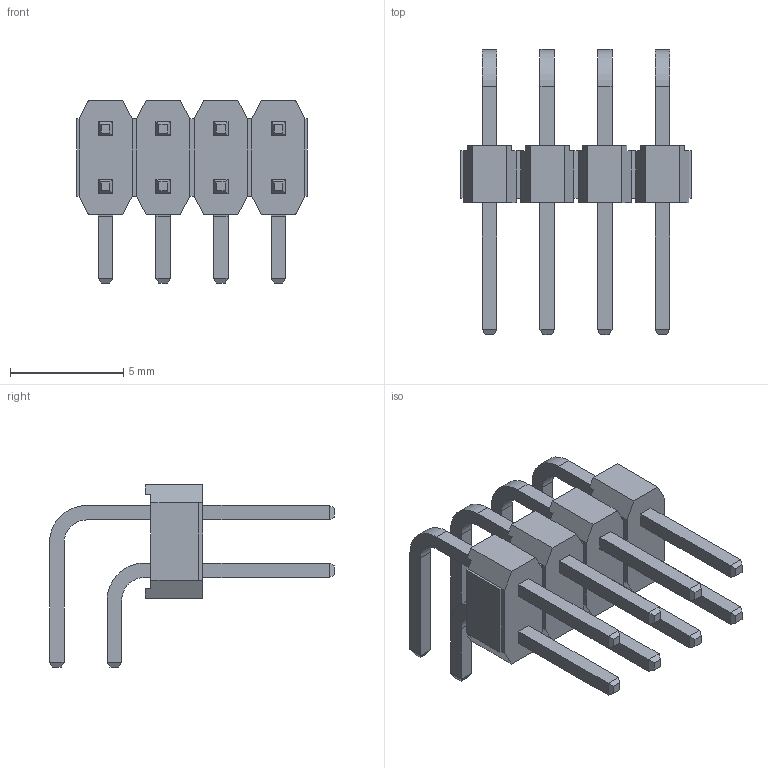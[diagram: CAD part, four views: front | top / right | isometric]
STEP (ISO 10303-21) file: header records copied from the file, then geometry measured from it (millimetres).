
FILE_DESCRIPTION(('STEP AP242'),'1');
FILE_NAME('m20-9740442.stp','2024-10-07T15:10:06',('TraceParts'),('TraceParts S.A.'),'Spatial InterOp 3D',' ',' ');
FILE_SCHEMA(('AP242_MANAGED_MODEL_BASED_3D_ENGINEERING_MIM_LF {1 0 10303 442 1 1 4}'));
Length unit declared in the file: millimetre
Products named in the file (1): m20-9740442_1
Bounding box: 10.16 x 12.56 x 8.04 mm (x, y, z)
Volume: 152.2 mm3; surface area: 554.1 mm2
Topology: 9 solids, 9 shells, 286 faces, 700 edges, 440 vertices
Faces by surface type: plane 270, cylinder 16
Entity records: 8884 total; most frequent: CARTESIAN_POINT 1435, ORIENTED_EDGE 1400, DIRECTION 1322, EDGE_CURVE 700, LINE 668, VECTOR 668, VERTEX_POINT 440, AXIS2_PLACEMENT_3D 327
